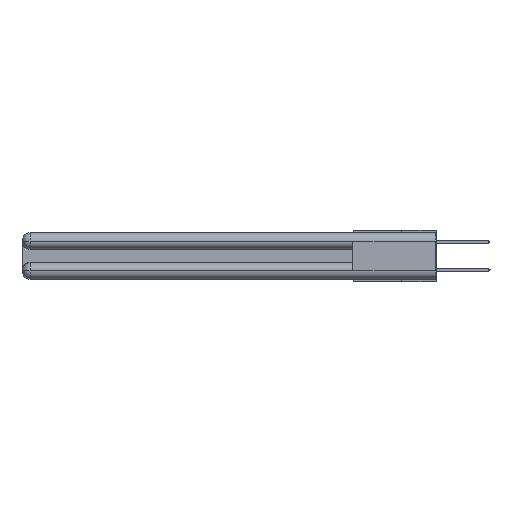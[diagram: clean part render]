
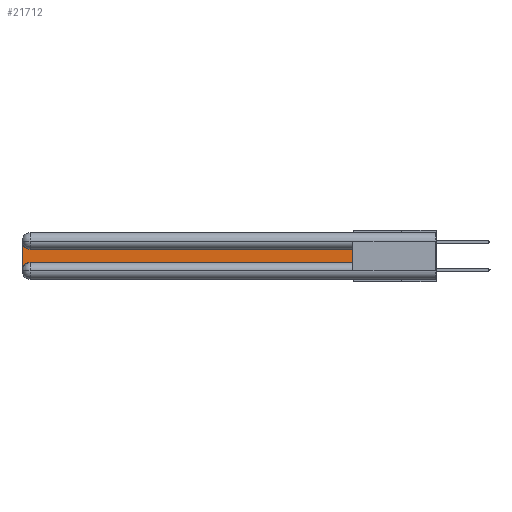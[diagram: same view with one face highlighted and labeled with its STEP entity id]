
A CAD part, left-side view. The second image highlights one B-rep face of the part: STEP entity #21712.
In plain terms, the highlighted planar face has unit normal (-1, 0, 0).
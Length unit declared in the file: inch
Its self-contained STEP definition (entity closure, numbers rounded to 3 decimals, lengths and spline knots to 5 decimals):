
#326 = CARTESIAN_POINT ( 'NONE',  ( 0.075, 3., -0.0625 ) ) ;
#991 = CARTESIAN_POINT ( 'NONE',  ( 0.075, 3., -0.2175 ) ) ;
#1336 = VERTEX_POINT ( 'NONE', #10568 ) ;
#3212 = DIRECTION ( 'NONE',  ( 1., 0., 0. ) ) ;
#3506 = LINE ( 'NONE', #991, #17148 ) ;
#3710 = DIRECTION ( 'NONE',  ( 0., 0., -1. ) ) ;
#4395 = DIRECTION ( 'NONE',  ( 0., -1., 0. ) ) ;
#5906 = EDGE_CURVE ( 'NONE', #20370, #28415, #32271, .T. ) ;
#6328 = VECTOR ( 'NONE', #19577, 39.37008 ) ;
#6646 = CARTESIAN_POINT ( 'NONE',  ( 0.075, 0.6, -0.2175 ) ) ;
#7589 = CIRCLE ( 'NONE', #10307, 0.06 ) ;
#9793 = DIRECTION ( 'NONE',  ( 1., 0., 0. ) ) ;
#10008 = LINE ( 'NONE', #6646, #26230 ) ;
#10026 = ORIENTED_EDGE ( 'NONE', *, *, #5906, .T. ) ;
#10307 = AXIS2_PLACEMENT_3D ( 'NONE', #17141, #3212, #30327 ) ;
#10568 = CARTESIAN_POINT ( 'NONE',  ( 0.075, 0.6, -0.2175 ) ) ;
#11590 = EDGE_CURVE ( 'NONE', #1336, #20370, #10008, .T. ) ;
#12657 = EDGE_CURVE ( 'NONE', #29206, #35057, #20184, .T. ) ;
#15226 = VERTEX_POINT ( 'NONE', #326 ) ;
#16612 = CARTESIAN_POINT ( 'NONE',  ( 0.075, 2.94, -0.1225 ) ) ;
#16955 = ORIENTED_EDGE ( 'NONE', *, *, #11590, .T. ) ;
#17141 = CARTESIAN_POINT ( 'NONE',  ( 0.075, 2.94, -0.0625 ) ) ;
#17148 = VECTOR ( 'NONE', #3710, 39.37008 ) ;
#18157 = DIRECTION ( 'NONE',  ( 0., 0., -1. ) ) ;
#19577 = DIRECTION ( 'NONE',  ( 0., 1., 0. ) ) ;
#19899 = EDGE_CURVE ( 'NONE', #35057, #1336, #26447, .T. ) ;
#20184 = CIRCLE ( 'NONE', #31049, 0.06 ) ;
#20370 = VERTEX_POINT ( 'NONE', #28904 ) ;
#20404 = ORIENTED_EDGE ( 'NONE', *, *, #27010, .T. ) ;
#20748 = AXIS2_PLACEMENT_3D ( 'NONE', #21388, #32302, #29464 ) ;
#20808 = CARTESIAN_POINT ( 'NONE',  ( 0.075, 0.6, -0.2175 ) ) ;
#21002 = ORIENTED_EDGE ( 'NONE', *, *, #24414, .T. ) ;
#21165 = PLANE ( 'NONE',  #20748 ) ;
#21373 = ORIENTED_EDGE ( 'NONE', *, *, #12657, .T. ) ;
#21388 = CARTESIAN_POINT ( 'NONE',  ( 0.075, 3., -0.1225 ) ) ;
#21587 = EDGE_LOOP ( 'NONE', ( #10026, #21002, #20404, #21373, #22179, #16955 ) ) ;
#21712 = ADVANCED_FACE ( 'NONE', ( #26576 ), #21165, .F. ) ;
#22179 = ORIENTED_EDGE ( 'NONE', *, *, #19899, .T. ) ;
#22436 = CARTESIAN_POINT ( 'NONE',  ( 0.075, 0.6, -0.1225 ) ) ;
#22702 = DIRECTION ( 'NONE',  ( 0., 0., 1. ) ) ;
#22957 = CARTESIAN_POINT ( 'NONE',  ( 0.075, 2.94, -0.2175 ) ) ;
#23890 = VECTOR ( 'NONE', #4395, 39.37008 ) ;
#24414 = EDGE_CURVE ( 'NONE', #28415, #15226, #7589, .T. ) ;
#24803 = CARTESIAN_POINT ( 'NONE',  ( 0.075, 3., -0.2775 ) ) ;
#26230 = VECTOR ( 'NONE', #22702, 39.37008 ) ;
#26251 = CARTESIAN_POINT ( 'NONE',  ( 0.075, 2.94, -0.2775 ) ) ;
#26447 = LINE ( 'NONE', #20808, #23890 ) ;
#26576 = FACE_OUTER_BOUND ( 'NONE', #21587, .T. ) ;
#27010 = EDGE_CURVE ( 'NONE', #15226, #29206, #3506, .T. ) ;
#28415 = VERTEX_POINT ( 'NONE', #16612 ) ;
#28904 = CARTESIAN_POINT ( 'NONE',  ( 0.075, 0.6, -0.1225 ) ) ;
#29206 = VERTEX_POINT ( 'NONE', #24803 ) ;
#29464 = DIRECTION ( 'NONE',  ( 0., 0., -1. ) ) ;
#30327 = DIRECTION ( 'NONE',  ( 0., 0., -1. ) ) ;
#31049 = AXIS2_PLACEMENT_3D ( 'NONE', #26251, #9793, #18157 ) ;
#32271 = LINE ( 'NONE', #22436, #6328 ) ;
#32302 = DIRECTION ( 'NONE',  ( 1., 0., 0. ) ) ;
#35057 = VERTEX_POINT ( 'NONE', #22957 ) ;
